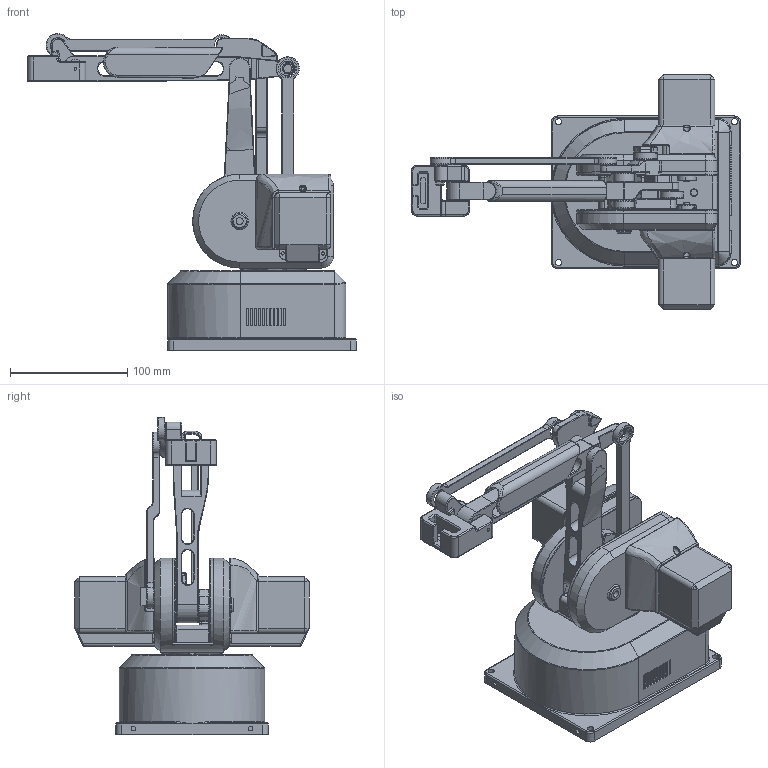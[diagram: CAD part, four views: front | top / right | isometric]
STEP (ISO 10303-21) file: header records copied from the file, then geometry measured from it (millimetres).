
FILE_DESCRIPTION((''),'2;1');
FILE_NAME('ULTRAARM_ASM','2022-12-15T18:35:09',('Elephant'),(''),'CREO PARAMETRIC BY PTC INC, 2021284','CREO PARAMETRIC BY PTC INC, 2021284','');
FILE_SCHEMA(('CONFIG_CONTROL_DESIGN','SHAPE_APPEARANCE_LAYERS_GROUPS'));
Length unit declared in the file: millimetre
Products named in the file (31): 0001_1_2_259; 42CM04-0-S16_ASM_1_ASM; 00_1-254291_1_209; 42BYG3412PG_19_1_13; BELT_GEAR_V1__1__2_1_1_25; BELT_GEAR_V1_4_1_1_15; BODY__GT2_TIMING_PULLEY__-99680; BODY__GT2_TIMING_PULLEY__-91372; BODY_184_7_1_1_47; 00_2_4_79; 00_1-255515_2_65; BODY_183_4_1_2_26; _X2_FFFDFFFD_X0_1-40_48; 1000_1_2_17; 00_1_135; LIANGANWAN_23; JIZUOGAI_48; JIZUOGAI_2_1_50; ENDSTOP_UPPER__2__1_1_1_9; _PRIVATE_VAR_MOBILE_CONTAINERS__ASM; 200_16; 00_22; UP_CASE_1; MYPALLTIZERLITE00_ASM_1_ASM_7_A_ASM; SIDE_CASE_V1_1; 16_0001_1; 00_1-265905; 000_1; 00_32; MYPALLTIZERLITE2ALL_ASM_ASM_15__ASM; ULTRAARM_ASM
Assembly tree (31 placements, depth 5):
  ULTRAARM_ASM
    MYPALLTIZERLITE2ALL_ASM_ASM_15__ASM
      MYPALLTIZERLITE00_ASM_1_ASM_7_A_ASM
        0001_1_2_259
        42CM04-0-S16_ASM_1_ASM
        00_1-254291_1_209
        _PRIVATE_VAR_MOBILE_CONTAINERS__ASM
          42BYG3412PG_19_1_13  x2
          BELT_GEAR_V1__1__2_1_1_25
          BELT_GEAR_V1_4_1_1_15
          BODY__GT2_TIMING_PULLEY__-99680
          BODY__GT2_TIMING_PULLEY__-91372
          BODY_184_7_1_1_47
          00_2_4_79
          00_1-255515_2_65
          BODY_183_4_1_2_26
          _X2_FFFDFFFD_X0_1-40_48
          1000_1_2_17
          00_1_135
          LIANGANWAN_23
          JIZUOGAI_48
          JIZUOGAI_2_1_50
          ENDSTOP_UPPER__2__1_1_1_9
        200_16
        00_22
        UP_CASE_1
      SIDE_CASE_V1_1
      16_0001_1
      00_1-265905
      000_1
      00_32
Bounding box: 280.3 x 200 x 270.3 mm (x, y, z)
Volume: 2059989.5 mm3; surface area: 412144.9 mm2
Topology: 27 solids, 52 shells, 4008 faces, 11329 edges, 7488 vertices
Faces by surface type: cylinder 2429, plane 1025, torus 183, cone 155, bspline 99, extrusion 87, sphere 30
Entity records: 148665 total; most frequent: CARTESIAN_POINT 34555, DIRECTION 23786, ORIENTED_EDGE 22180, EDGE_CURVE 11090, AXIS2_PLACEMENT_3D 9442, VERTEX_POINT 7358, CIRCLE 5609, VECTOR 4902
